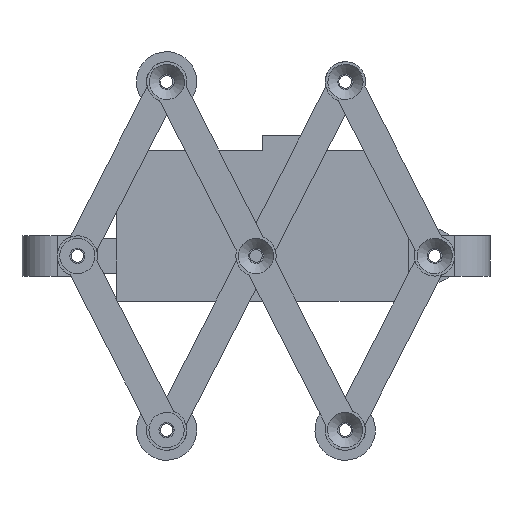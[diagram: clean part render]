
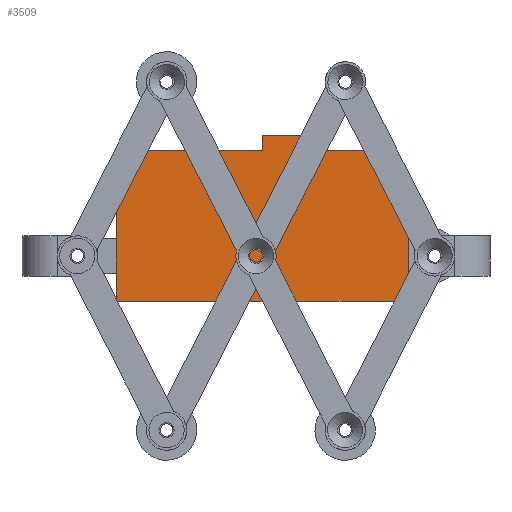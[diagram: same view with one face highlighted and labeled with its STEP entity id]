
A CAD part, front view. The second image highlights one B-rep face of the part: STEP entity #3509.
In plain terms, the highlighted planar face has unit normal (0, -1, 0).
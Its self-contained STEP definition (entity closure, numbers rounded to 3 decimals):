
#500=FACE_OUTER_BOUND('',#717,.T.);
#717=EDGE_LOOP('',(#2480,#2481,#2482,#2483,#2484,#2485,#2486,#2487,#2488));
#1012=LINE('',#5438,#1309);
#1015=LINE('',#5443,#1312);
#1018=LINE('',#5451,#1315);
#1021=LINE('',#5456,#1318);
#1023=LINE('',#5460,#1320);
#1026=LINE('',#5466,#1323);
#1027=LINE('',#5468,#1324);
#1028=LINE('',#5470,#1325);
#1029=LINE('',#5472,#1326);
#1309=VECTOR('',#4286,10.);
#1312=VECTOR('',#4291,10.);
#1315=VECTOR('',#4298,10.);
#1318=VECTOR('',#4303,10.);
#1320=VECTOR('',#4307,10.);
#1323=VECTOR('',#4312,10.);
#1324=VECTOR('',#4315,10.);
#1325=VECTOR('',#4318,10.);
#1326=VECTOR('',#4321,10.);
#1605=VERTEX_POINT('',#5436);
#1606=VERTEX_POINT('',#5437);
#1607=VERTEX_POINT('',#5442);
#1609=VERTEX_POINT('',#5448);
#1610=VERTEX_POINT('',#5450);
#1611=VERTEX_POINT('',#5454);
#1612=VERTEX_POINT('',#5458);
#1613=VERTEX_POINT('',#5462);
#1614=VERTEX_POINT('',#5464);
#1932=EDGE_CURVE('',#1605,#1606,#1012,.T.);
#1935=EDGE_CURVE('',#1607,#1605,#1015,.T.);
#1939=EDGE_CURVE('',#1609,#1610,#1018,.T.);
#1942=EDGE_CURVE('',#1609,#1611,#1021,.T.);
#1944=EDGE_CURVE('',#1612,#1607,#1023,.T.);
#1947=EDGE_CURVE('',#1614,#1613,#1026,.T.);
#1948=EDGE_CURVE('',#1611,#1613,#1027,.T.);
#1949=EDGE_CURVE('',#1612,#1614,#1028,.T.);
#1950=EDGE_CURVE('',#1606,#1610,#1029,.T.);
#2480=ORIENTED_EDGE('',*,*,#1950,.T.);
#2481=ORIENTED_EDGE('',*,*,#1939,.F.);
#2482=ORIENTED_EDGE('',*,*,#1942,.T.);
#2483=ORIENTED_EDGE('',*,*,#1948,.T.);
#2484=ORIENTED_EDGE('',*,*,#1947,.F.);
#2485=ORIENTED_EDGE('',*,*,#1949,.F.);
#2486=ORIENTED_EDGE('',*,*,#1944,.T.);
#2487=ORIENTED_EDGE('',*,*,#1935,.T.);
#2488=ORIENTED_EDGE('',*,*,#1932,.T.);
#3396=PLANE('',#3840);
#3509=ADVANCED_FACE('',(#500),#3396,.F.);
#3840=AXIS2_PLACEMENT_3D('',#5478,#4329,#4330);
#4286=DIRECTION('',(1.,0.,0.));
#4291=DIRECTION('',(0.,0.,-1.));
#4298=DIRECTION('',(0.316,0.,-0.949));
#4303=DIRECTION('',(-1.,0.,0.));
#4307=DIRECTION('',(-1.,0.,0.));
#4312=DIRECTION('',(1.,0.,0.));
#4315=DIRECTION('',(0.,0.,1.));
#4318=DIRECTION('',(0.,0.,1.));
#4321=DIRECTION('',(0.,0.,1.));
#4329=DIRECTION('center_axis',(0.,1.,0.));
#4330=DIRECTION('ref_axis',(1.,0.,0.));
#5436=CARTESIAN_POINT('',(-29.,0.,-15.));
#5437=CARTESIAN_POINT('',(29.,0.,-15.));
#5438=CARTESIAN_POINT('',(-29.,0.,-15.));
#5442=CARTESIAN_POINT('',(-29.,0.,15.));
#5443=CARTESIAN_POINT('',(-29.,0.,15.));
#5448=CARTESIAN_POINT('',(24.,0.,15.));
#5450=CARTESIAN_POINT('',(29.,0.,0.));
#5451=CARTESIAN_POINT('',(26.3,0.,8.1));
#5454=CARTESIAN_POINT('',(12.,0.,15.));
#5456=CARTESIAN_POINT('',(29.,0.,15.));
#5458=CARTESIAN_POINT('',(0.,0.,15.));
#5460=CARTESIAN_POINT('',(29.,0.,15.));
#5462=CARTESIAN_POINT('',(12.,0.,18.));
#5464=CARTESIAN_POINT('',(0.,0.,18.));
#5466=CARTESIAN_POINT('',(0.,0.,18.));
#5468=CARTESIAN_POINT('',(12.,0.,15.));
#5470=CARTESIAN_POINT('',(0.,0.,15.));
#5472=CARTESIAN_POINT('',(29.,0.,-15.));
#5478=CARTESIAN_POINT('Origin',(0.,0.,0.));
